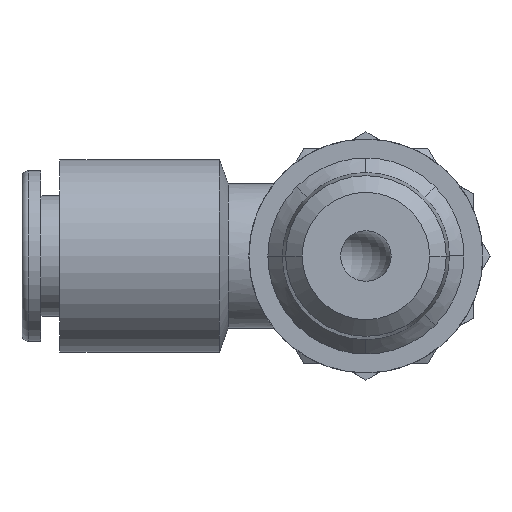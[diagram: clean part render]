
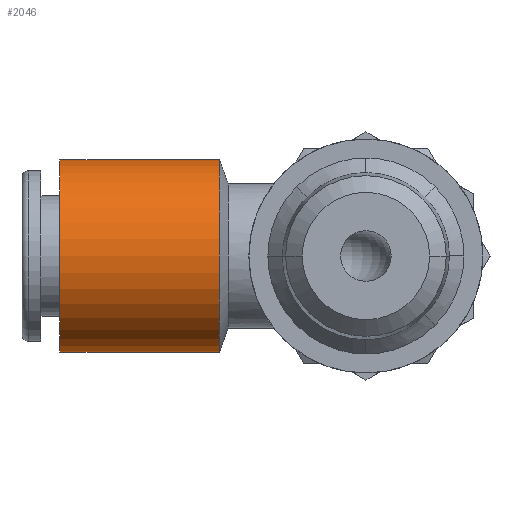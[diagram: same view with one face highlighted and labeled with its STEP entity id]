
A CAD part, front view. The second image highlights one B-rep face of the part: STEP entity #2046.
In plain terms, the highlighted cylindrical face has radius 7.6 mm (diameter 15.2 mm), a partial arc.
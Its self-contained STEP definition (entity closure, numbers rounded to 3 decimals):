
#323 = DIRECTION ( 'NONE',  ( 1., 0., 0. ) ) ;
#352 = CYLINDRICAL_SURFACE ( 'NONE', #1461, 7.6 ) ;
#557 = DIRECTION ( 'NONE',  ( -1., 0., 0. ) ) ;
#559 = CARTESIAN_POINT ( 'NONE',  ( -45.696, 0., 0. ) ) ;
#563 = CARTESIAN_POINT ( 'NONE',  ( -11.592, 0., 0. ) ) ;
#715 = EDGE_CURVE ( 'NONE', #4215, #3758, #3367, .T. ) ;
#1021 = DIRECTION ( 'NONE',  ( 0., 0., -1. ) ) ;
#1039 = CARTESIAN_POINT ( 'NONE',  ( -24.2, 0., 0. ) ) ;
#1073 = DIRECTION ( 'NONE',  ( -1., 0., 0. ) ) ;
#1080 = DIRECTION ( 'NONE',  ( 0., 0., -1. ) ) ;
#1197 = CARTESIAN_POINT ( 'NONE',  ( -11.592, 0., 7.6 ) ) ;
#1436 = EDGE_LOOP ( 'NONE', ( #3404, #2583, #3485, #1811 ) ) ;
#1461 = AXIS2_PLACEMENT_3D ( 'NONE', #559, #323, #3491 ) ;
#1471 = CARTESIAN_POINT ( 'NONE',  ( -11.592, 0., -7.6 ) ) ;
#1579 = CARTESIAN_POINT ( 'NONE',  ( -45.696, 0., 7.6 ) ) ;
#1589 = DIRECTION ( 'NONE',  ( 1., 0., 0. ) ) ;
#1811 = ORIENTED_EDGE ( 'NONE', *, *, #5785, .T. ) ;
#2046 = ADVANCED_FACE ( 'NONE', ( #5987 ), #352, .T. ) ;
#2583 = ORIENTED_EDGE ( 'NONE', *, *, #5794, .F. ) ;
#3333 = VECTOR ( 'NONE', #4051, 1000. ) ;
#3367 = LINE ( 'NONE', #4275, #3333 ) ;
#3404 = ORIENTED_EDGE ( 'NONE', *, *, #3951, .F. ) ;
#3485 = ORIENTED_EDGE ( 'NONE', *, *, #715, .T. ) ;
#3491 = DIRECTION ( 'NONE',  ( 0., 0., -1. ) ) ;
#3749 = VECTOR ( 'NONE', #1589, 1000. ) ;
#3758 = VERTEX_POINT ( 'NONE', #1471 ) ;
#3799 = LINE ( 'NONE', #1579, #3749 ) ;
#3951 = EDGE_CURVE ( 'NONE', #6418, #6638, #3799, .T. ) ;
#4051 = DIRECTION ( 'NONE',  ( 1., 0., 0. ) ) ;
#4185 = CIRCLE ( 'NONE', #5045, 7.6 ) ;
#4215 = VERTEX_POINT ( 'NONE', #6888 ) ;
#4275 = CARTESIAN_POINT ( 'NONE',  ( -45.696, 0., -7.6 ) ) ;
#4888 = CIRCLE ( 'NONE', #5039, 7.6 ) ;
#5039 = AXIS2_PLACEMENT_3D ( 'NONE', #1039, #1073, #1080 ) ;
#5045 = AXIS2_PLACEMENT_3D ( 'NONE', #563, #557, #1021 ) ;
#5785 = EDGE_CURVE ( 'NONE', #3758, #6638, #4185, .T. ) ;
#5794 = EDGE_CURVE ( 'NONE', #4215, #6418, #4888, .T. ) ;
#5987 = FACE_OUTER_BOUND ( 'NONE', #1436, .T. ) ;
#6350 = CARTESIAN_POINT ( 'NONE',  ( -24.2, 0., 7.6 ) ) ;
#6418 = VERTEX_POINT ( 'NONE', #6350 ) ;
#6638 = VERTEX_POINT ( 'NONE', #1197 ) ;
#6888 = CARTESIAN_POINT ( 'NONE',  ( -24.2, 0., -7.6 ) ) ;
